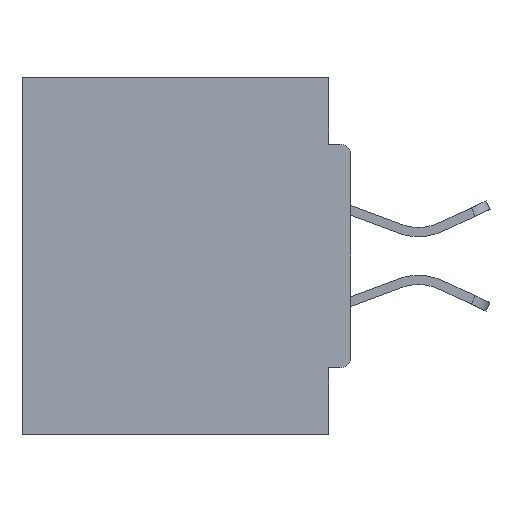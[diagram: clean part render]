
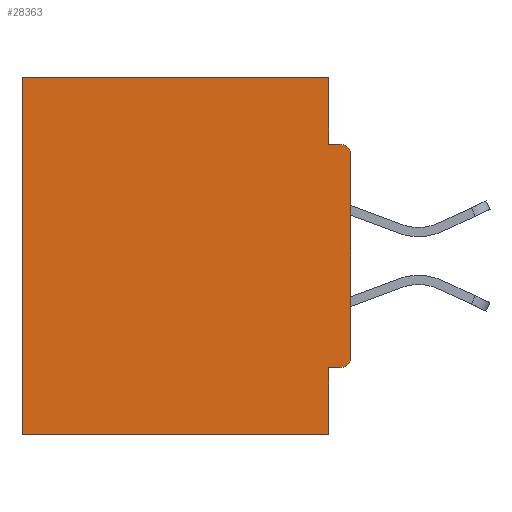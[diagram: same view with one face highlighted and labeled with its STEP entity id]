
A CAD part, left-side view. The second image highlights one B-rep face of the part: STEP entity #28363.
In plain terms, the highlighted planar face has unit normal (-1, 0, 0).
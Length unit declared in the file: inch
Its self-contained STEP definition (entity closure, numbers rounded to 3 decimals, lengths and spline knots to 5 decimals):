
#258 = CARTESIAN_POINT ( 'NONE',  ( 0.298, 0.015, -0.3915 ) ) ;
#548 = CARTESIAN_POINT ( 'NONE',  ( 0.298, 0.015, -0.0935 ) ) ;
#1554 = LINE ( 'NONE', #7743, #28361 ) ;
#2271 = EDGE_CURVE ( 'NONE', #37432, #16528, #28184, .T. ) ;
#2393 = VERTEX_POINT ( 'NONE', #39380 ) ;
#2571 = ORIENTED_EDGE ( 'NONE', *, *, #2271, .F. ) ;
#3319 = CARTESIAN_POINT ( 'NONE',  ( 0.298, 0.015, -0.1085 ) ) ;
#4468 = LINE ( 'NONE', #17826, #29853 ) ;
#4932 = LINE ( 'NONE', #28669, #37454 ) ;
#5250 = VERTEX_POINT ( 'NONE', #39559 ) ;
#5547 = DIRECTION ( 'NONE',  ( 0., 1., 0. ) ) ;
#6192 = CIRCLE ( 'NONE', #10950, 0.015 ) ;
#6935 = DIRECTION ( 'NONE',  ( 1., 0., 0. ) ) ;
#7137 = DIRECTION ( 'NONE',  ( 0., 0., -1. ) ) ;
#7211 = ORIENTED_EDGE ( 'NONE', *, *, #20987, .F. ) ;
#7743 = CARTESIAN_POINT ( 'NONE',  ( 0.298, 0.46, 0. ) ) ;
#7889 = ORIENTED_EDGE ( 'NONE', *, *, #10715, .T. ) ;
#8386 = CARTESIAN_POINT ( 'NONE',  ( 0.298, 0., -0.0935 ) ) ;
#8785 = ORIENTED_EDGE ( 'NONE', *, *, #24185, .F. ) ;
#9929 = VERTEX_POINT ( 'NONE', #25560 ) ;
#10715 = EDGE_CURVE ( 'NONE', #2393, #16528, #6192, .T. ) ;
#10950 = AXIS2_PLACEMENT_3D ( 'NONE', #3319, #12142, #36882 ) ;
#11912 = LINE ( 'NONE', #38942, #14776 ) ;
#11982 = VERTEX_POINT ( 'NONE', #37453 ) ;
#12142 = DIRECTION ( 'NONE',  ( -1., 0., 0. ) ) ;
#12701 = DIRECTION ( 'NONE',  ( 0., 0., -1. ) ) ;
#12765 = ORIENTED_EDGE ( 'NONE', *, *, #25008, .T. ) ;
#13668 = LINE ( 'NONE', #39282, #19899 ) ;
#13740 = DIRECTION ( 'NONE',  ( 0., 0., -1. ) ) ;
#14378 = DIRECTION ( 'NONE',  ( 0., -1., 0. ) ) ;
#14703 = DIRECTION ( 'NONE',  ( 0., 1., 0. ) ) ;
#14776 = VECTOR ( 'NONE', #14703, 39.37008 ) ;
#14866 = CARTESIAN_POINT ( 'NONE',  ( 0.298, 0.46, 0. ) ) ;
#14971 = LINE ( 'NONE', #37445, #29868 ) ;
#15844 = CARTESIAN_POINT ( 'NONE',  ( 0.298, 0.031, -0.5 ) ) ;
#16318 = VECTOR ( 'NONE', #33044, 39.37008 ) ;
#16528 = VERTEX_POINT ( 'NONE', #548 ) ;
#16829 = EDGE_CURVE ( 'NONE', #9929, #17307, #30869, .T. ) ;
#17114 = ORIENTED_EDGE ( 'NONE', *, *, #19055, .F. ) ;
#17307 = VERTEX_POINT ( 'NONE', #34085 ) ;
#17764 = CARTESIAN_POINT ( 'NONE',  ( 0.298, 0.031, -0.5 ) ) ;
#17826 = CARTESIAN_POINT ( 'NONE',  ( 0.298, 0., 0. ) ) ;
#18015 = VERTEX_POINT ( 'NONE', #14866 ) ;
#18044 = EDGE_CURVE ( 'NONE', #28990, #18015, #4468, .T. ) ;
#18611 = VECTOR ( 'NONE', #14378, 39.37008 ) ;
#18965 = ORIENTED_EDGE ( 'NONE', *, *, #16829, .T. ) ;
#19055 = EDGE_CURVE ( 'NONE', #2393, #17307, #4932, .T. ) ;
#19135 = ORIENTED_EDGE ( 'NONE', *, *, #19827, .F. ) ;
#19694 = AXIS2_PLACEMENT_3D ( 'NONE', #37389, #6935, #33867 ) ;
#19827 = EDGE_CURVE ( 'NONE', #28990, #37432, #30680, .T. ) ;
#19899 = VECTOR ( 'NONE', #29951, 39.37008 ) ;
#20987 = EDGE_CURVE ( 'NONE', #9929, #11982, #11912, .T. ) ;
#22654 = DIRECTION ( 'NONE',  ( 0., 0., -1. ) ) ;
#24185 = EDGE_CURVE ( 'NONE', #11982, #34436, #14971, .T. ) ;
#25008 = EDGE_CURVE ( 'NONE', #18015, #5250, #1554, .T. ) ;
#25560 = CARTESIAN_POINT ( 'NONE',  ( 0.298, 0.015, -0.4065 ) ) ;
#28184 = LINE ( 'NONE', #8386, #18611 ) ;
#28193 = PLANE ( 'NONE',  #19694 ) ;
#28292 = AXIS2_PLACEMENT_3D ( 'NONE', #258, #34002, #12701 ) ;
#28361 = VECTOR ( 'NONE', #13740, 39.37008 ) ;
#28363 = ADVANCED_FACE ( 'NONE', ( #39073 ), #28193, .F. ) ;
#28669 = CARTESIAN_POINT ( 'NONE',  ( 0.298, 0., 0. ) ) ;
#28990 = VERTEX_POINT ( 'NONE', #38138 ) ;
#29853 = VECTOR ( 'NONE', #5547, 39.37008 ) ;
#29868 = VECTOR ( 'NONE', #7137, 39.37008 ) ;
#29949 = ORIENTED_EDGE ( 'NONE', *, *, #35604, .F. ) ;
#29951 = DIRECTION ( 'NONE',  ( 0., 1., 0. ) ) ;
#30680 = LINE ( 'NONE', #17764, #16318 ) ;
#30869 = CIRCLE ( 'NONE', #28292, 0.015 ) ;
#32642 = EDGE_LOOP ( 'NONE', ( #7889, #2571, #19135, #35330, #12765, #29949, #8785, #7211, #18965, #17114 ) ) ;
#33044 = DIRECTION ( 'NONE',  ( 0., 0., -1. ) ) ;
#33867 = DIRECTION ( 'NONE',  ( 0., 0., -1. ) ) ;
#34002 = DIRECTION ( 'NONE',  ( -1., 0., 0. ) ) ;
#34085 = CARTESIAN_POINT ( 'NONE',  ( 0.298, 0., -0.3915 ) ) ;
#34436 = VERTEX_POINT ( 'NONE', #15844 ) ;
#35330 = ORIENTED_EDGE ( 'NONE', *, *, #18044, .T. ) ;
#35604 = EDGE_CURVE ( 'NONE', #34436, #5250, #13668, .T. ) ;
#36068 = CARTESIAN_POINT ( 'NONE',  ( 0.298, 0.031, -0.0935 ) ) ;
#36882 = DIRECTION ( 'NONE',  ( 0., 0., -1. ) ) ;
#37389 = CARTESIAN_POINT ( 'NONE',  ( 0.298, 0., 0. ) ) ;
#37432 = VERTEX_POINT ( 'NONE', #36068 ) ;
#37445 = CARTESIAN_POINT ( 'NONE',  ( 0.298, 0.031, -0.5 ) ) ;
#37453 = CARTESIAN_POINT ( 'NONE',  ( 0.298, 0.031, -0.4065 ) ) ;
#37454 = VECTOR ( 'NONE', #22654, 39.37008 ) ;
#38138 = CARTESIAN_POINT ( 'NONE',  ( 0.298, 0.031, 0. ) ) ;
#38942 = CARTESIAN_POINT ( 'NONE',  ( 0.298, 0., -0.4065 ) ) ;
#39073 = FACE_OUTER_BOUND ( 'NONE', #32642, .T. ) ;
#39282 = CARTESIAN_POINT ( 'NONE',  ( 0.298, 0., -0.5 ) ) ;
#39380 = CARTESIAN_POINT ( 'NONE',  ( 0.298, 0., -0.1085 ) ) ;
#39559 = CARTESIAN_POINT ( 'NONE',  ( 0.298, 0.46, -0.5 ) ) ;
